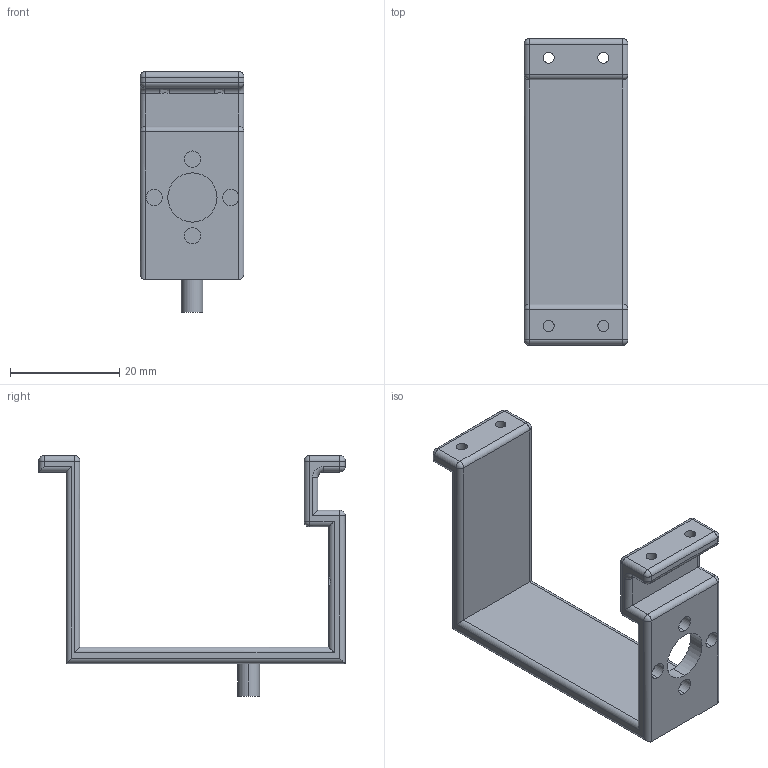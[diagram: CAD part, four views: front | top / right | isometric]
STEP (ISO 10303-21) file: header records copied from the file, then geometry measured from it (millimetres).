
FILE_DESCRIPTION (( 'STEP AP203' ), '1' );
FILE_NAME ('arm_connectorV2_Default_sldprt.STEP', '2021-10-27T16:36:36', ( '' ), ( '' ), 'SwSTEP 2.0', 'SolidWorks 2021', '' );
FILE_SCHEMA (( 'CONFIG_CONTROL_DESIGN' ));
Length unit declared in the file: millimetre
Products named in the file (1): arm_connectorV2_Default_sldprt
Bounding box: 19 x 56 x 44 mm (x, y, z)
Volume: 6881.4 mm3; surface area: 5884.8 mm2
Topology: 1 solids, 1 shells, 111 faces, 275 edges, 152 vertices
Faces by surface type: cylinder 70, plane 23, sphere 14, torus 2, bspline 2
Entity records: 3396 total; most frequent: CARTESIAN_POINT 730, DIRECTION 577, ORIENTED_EDGE 522, EDGE_CURVE 261, AXIS2_PLACEMENT_3D 227, VERTEX_POINT 152, EDGE_LOOP 129, VECTOR 123
